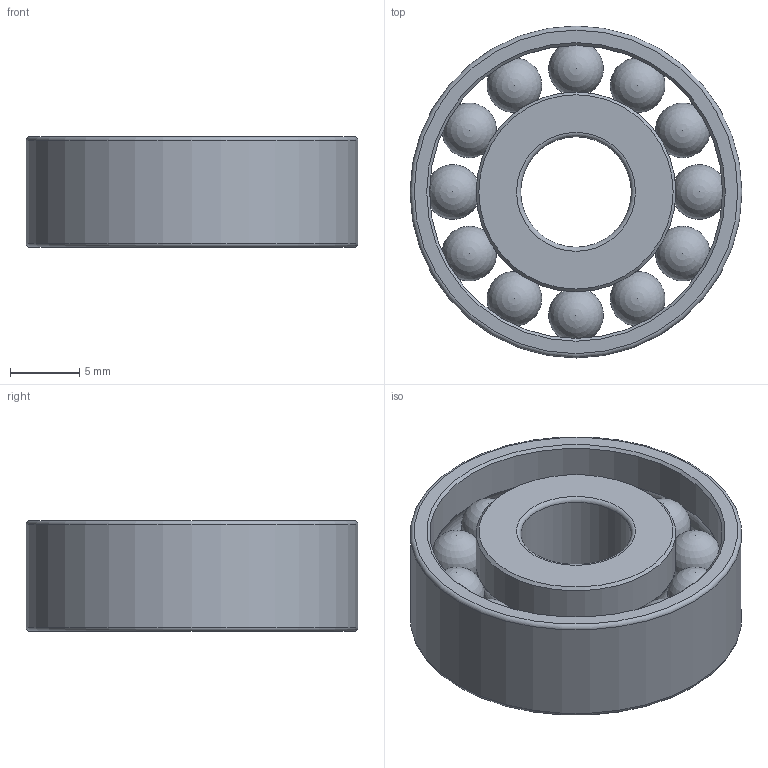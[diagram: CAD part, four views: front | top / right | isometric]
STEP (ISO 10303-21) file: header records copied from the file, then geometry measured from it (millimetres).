
FILE_DESCRIPTION(('FreeCAD Model'),'2;1');
FILE_NAME('DIN325_BallBearing__8-24 - 8_Typ628.step','2020-09-19T13:17:29' ,('Author'),(''),'Open CASCADE STEP processor 7.3','FreeCAD','Unknown' );
FILE_SCHEMA(('AUTOMOTIVE_DESIGN { 1 0 10303 214 1 1 1 1 }'));
Length unit declared in the file: millimetre
Products named in the file (5): DIN325_BallBearing; Inner_Ring; Outer_Ring; Ball; BallArray
Assembly tree (4 placements, depth 2):
  DIN325_BallBearing
    Inner_Ring
    Outer_Ring
    Ball
    BallArray
Bounding box: 24 x 24 x 8 mm (x, y, z)
Volume: 2075.4 mm3; surface area: 2730.5 mm2
Topology: 15 solids, 15 shells, 33 faces, 75 edges, 46 vertices
Faces by surface type: sphere 13, cylinder 6, torus 6, cone 4, plane 4
Full cylindrical faces by diameter (mm): 8 x1, 14.45 x2, 21.2 x2, 24 x1
Entity records: 872 total; most frequent: DIRECTION 138, CARTESIAN_POINT 107, ORIENTED_EDGE 72, AXIS2_PLACEMENT_3D 64, FACE_BOUND 37, EDGE_CURVE 36, ADVANCED_FACE 33, VERTEX_POINT 33
